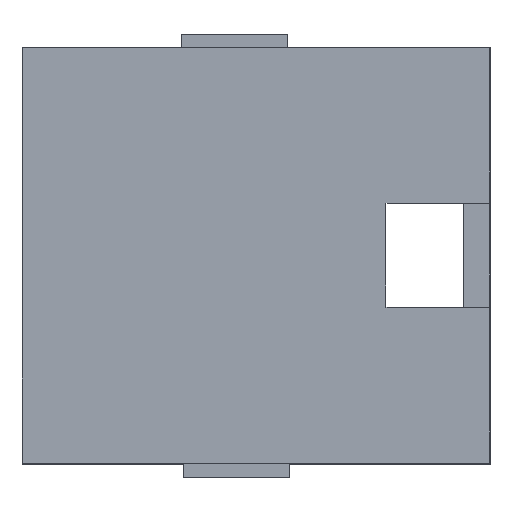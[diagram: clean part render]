
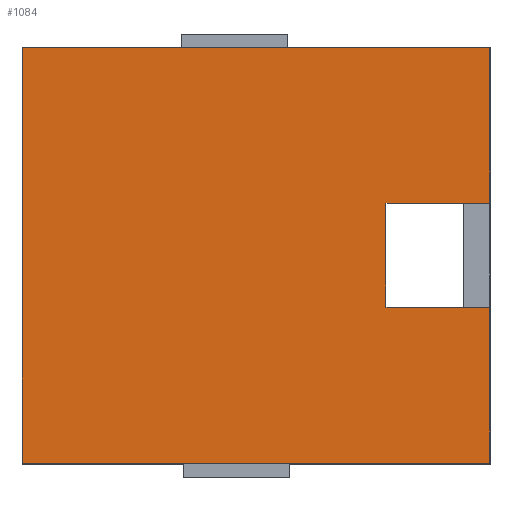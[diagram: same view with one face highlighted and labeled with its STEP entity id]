
A CAD part, top view. The second image highlights one B-rep face of the part: STEP entity #1084.
In plain terms, the highlighted planar face has unit normal (0, 0, 1).
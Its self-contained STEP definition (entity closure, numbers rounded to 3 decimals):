
#60=FACE_OUTER_BOUND('',#117,.T.);
#117=EDGE_LOOP('',(#857,#858,#859,#860,#861,#862,#863,#864));
#217=LINE('',#1588,#367);
#221=LINE('',#1596,#371);
#224=LINE('',#1601,#374);
#239=LINE('',#1631,#389);
#241=LINE('',#1634,#391);
#244=LINE('',#1638,#394);
#245=LINE('',#1642,#395);
#246=LINE('',#1643,#396);
#367=VECTOR('',#1291,10.);
#371=VECTOR('',#1295,10.);
#374=VECTOR('',#1300,10.);
#389=VECTOR('',#1325,10.);
#391=VECTOR('',#1329,10.);
#394=VECTOR('',#1334,10.);
#395=VECTOR('',#1339,10.);
#396=VECTOR('',#1340,10.);
#501=VERTEX_POINT('',#1585);
#502=VERTEX_POINT('',#1587);
#505=VERTEX_POINT('',#1593);
#506=VERTEX_POINT('',#1595);
#507=VERTEX_POINT('',#1599);
#516=VERTEX_POINT('',#1628);
#517=VERTEX_POINT('',#1630);
#518=VERTEX_POINT('',#1641);
#617=EDGE_CURVE('',#501,#502,#217,.T.);
#621=EDGE_CURVE('',#505,#506,#221,.T.);
#624=EDGE_CURVE('',#507,#501,#224,.T.);
#639=EDGE_CURVE('',#516,#517,#239,.T.);
#641=EDGE_CURVE('',#505,#517,#241,.T.);
#644=EDGE_CURVE('',#516,#502,#244,.T.);
#645=EDGE_CURVE('',#518,#507,#245,.T.);
#646=EDGE_CURVE('',#518,#506,#246,.T.);
#857=ORIENTED_EDGE('',*,*,#645,.F.);
#858=ORIENTED_EDGE('',*,*,#646,.T.);
#859=ORIENTED_EDGE('',*,*,#621,.F.);
#860=ORIENTED_EDGE('',*,*,#641,.T.);
#861=ORIENTED_EDGE('',*,*,#639,.F.);
#862=ORIENTED_EDGE('',*,*,#644,.T.);
#863=ORIENTED_EDGE('',*,*,#617,.F.);
#864=ORIENTED_EDGE('',*,*,#624,.F.);
#1029=PLANE('',#1155);
#1084=ADVANCED_FACE('',(#60),#1029,.F.);
#1155=AXIS2_PLACEMENT_3D('',#1640,#1337,#1338);
#1291=DIRECTION('',(0.,-1.,0.));
#1295=DIRECTION('',(0.,-1.,0.));
#1300=DIRECTION('',(1.,0.,0.));
#1325=DIRECTION('',(0.,-1.,0.));
#1329=DIRECTION('',(-1.,0.,0.));
#1334=DIRECTION('',(1.,0.,0.));
#1337=DIRECTION('center_axis',(0.,0.,-1.));
#1338=DIRECTION('ref_axis',(1.,0.,0.));
#1339=DIRECTION('',(0.,1.,0.));
#1340=DIRECTION('',(1.,0.,0.));
#1585=CARTESIAN_POINT('',(25.,-11.,16.38));
#1587=CARTESIAN_POINT('',(25.,-17.,16.38));
#1588=CARTESIAN_POINT('',(25.,-11.,16.38));
#1593=CARTESIAN_POINT('',(25.,-21.,16.38));
#1595=CARTESIAN_POINT('',(25.,-27.,16.38));
#1596=CARTESIAN_POINT('',(25.,-11.,16.38));
#1599=CARTESIAN_POINT('',(7.,-11.,16.38));
#1601=CARTESIAN_POINT('',(7.,-11.,16.38));
#1628=CARTESIAN_POINT('',(21.,-17.,16.38));
#1630=CARTESIAN_POINT('',(21.,-21.,16.38));
#1631=CARTESIAN_POINT('',(21.,-18.,16.38));
#1634=CARTESIAN_POINT('',(14.75,-21.,16.38));
#1638=CARTESIAN_POINT('',(16.841,-17.,16.38));
#1640=CARTESIAN_POINT('Origin',(13.5,-19.,16.38));
#1641=CARTESIAN_POINT('',(7.,-27.,16.38));
#1642=CARTESIAN_POINT('',(7.,-27.,16.38));
#1643=CARTESIAN_POINT('',(20.,-27.,16.38));
